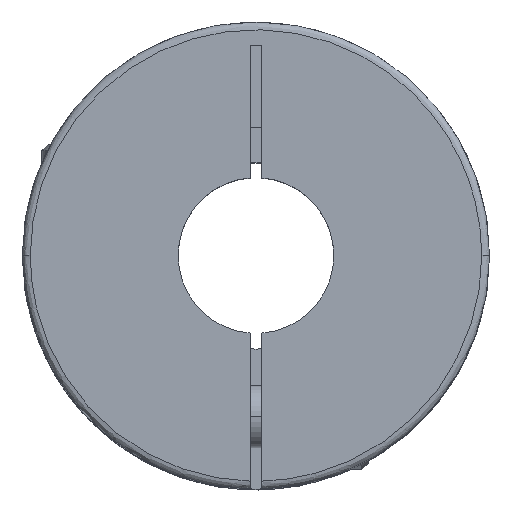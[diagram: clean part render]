
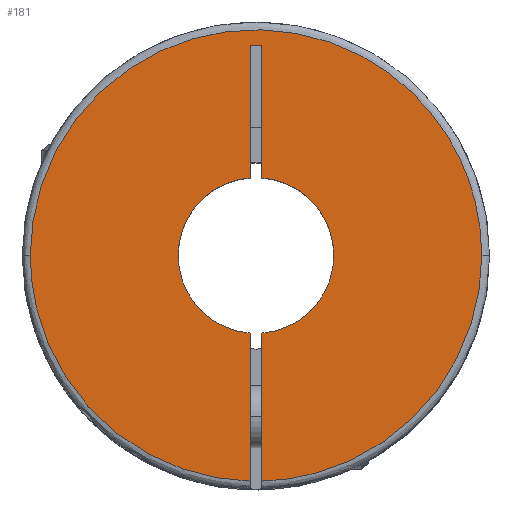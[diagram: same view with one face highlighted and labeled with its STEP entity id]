
A CAD part, top view. The second image highlights one B-rep face of the part: STEP entity #181.
In plain terms, the highlighted planar face has unit normal (0, 0, 1).
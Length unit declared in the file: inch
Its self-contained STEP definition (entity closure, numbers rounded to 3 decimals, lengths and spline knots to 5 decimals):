
#4 = ORIENTED_EDGE ( 'NONE', *, *, #1410, .F. ) ;
#7 = DIRECTION ( 'NONE',  ( 1., 0., 0. ) ) ;
#121 = EDGE_CURVE ( 'NONE', #2256, #771, #1930, .T. ) ;
#124 = CARTESIAN_POINT ( 'NONE',  ( -0.02953, 1.06299, 0. ) ) ;
#176 = CARTESIAN_POINT ( 'NONE',  ( -1.14173, -0.65518, 0. ) ) ;
#178 = ORIENTED_EDGE ( 'NONE', *, *, #2160, .F. ) ;
#181 = ADVANCED_FACE ( 'NONE', ( #1385 ), #705, .F. ) ;
#189 = DIRECTION ( 'NONE',  ( 1., 0., 0. ) ) ;
#255 = VERTEX_POINT ( 'NONE', #2095 ) ;
#292 = CARTESIAN_POINT ( 'NONE',  ( 0.02953, -0.39259, 0. ) ) ;
#305 = EDGE_CURVE ( 'NONE', #1955, #2690, #3966, .T. ) ;
#311 = LINE ( 'NONE', #4058, #3293 ) ;
#336 = DIRECTION ( 'NONE',  ( 0., 0., 1. ) ) ;
#386 = CARTESIAN_POINT ( 'NONE',  ( -0.02953, 0., 0. ) ) ;
#388 = EDGE_CURVE ( 'NONE', #2945, #588, #2345, .T. ) ;
#395 = CARTESIAN_POINT ( 'NONE',  ( -1.14173, 0., 0. ) ) ;
#446 = LINE ( 'NONE', #1090, #1658 ) ;
#509 = EDGE_CURVE ( 'NONE', #2690, #2005, #1525, .T. ) ;
#533 = CARTESIAN_POINT ( 'NONE',  ( -0.68448, -1.12441, 0. ) ) ;
#588 = VERTEX_POINT ( 'NONE', #395 ) ;
#705 = PLANE ( 'NONE',  #1600 ) ;
#740 = CARTESIAN_POINT ( 'NONE',  ( 1.14173, 0., 0. ) ) ;
#771 = VERTEX_POINT ( 'NONE', #3937 ) ;
#953 = CARTESIAN_POINT ( 'NONE',  ( 1.14173, 0., 0. ) ) ;
#1029 = DIRECTION ( 'NONE',  ( 0., -1., 0. ) ) ;
#1051 = ORIENTED_EDGE ( 'NONE', *, *, #1223, .T. ) ;
#1090 = CARTESIAN_POINT ( 'NONE',  ( 0.02953, 0., 0. ) ) ;
#1223 = EDGE_CURVE ( 'NONE', #1292, #255, #311, .T. ) ;
#1224 = LINE ( 'NONE', #1473, #3091 ) ;
#1262 = VERTEX_POINT ( 'NONE', #1903 ) ;
#1292 = VERTEX_POINT ( 'NONE', #124 ) ;
#1340 = EDGE_LOOP ( 'NONE', ( #2212, #2166, #2364, #1051, #4, #1752, #1732, #1673, #1724, #178, #2946 ) ) ;
#1349 = DIRECTION ( 'NONE',  ( 0., 0., -1. ) ) ;
#1382 = CIRCLE ( 'NONE', #2634, 0.3937 ) ;
#1385 = FACE_OUTER_BOUND ( 'NONE', #1340, .T. ) ;
#1410 = EDGE_CURVE ( 'NONE', #2005, #255, #446, .T. ) ;
#1437 = CARTESIAN_POINT ( 'NONE',  ( 0., 0., 0. ) ) ;
#1473 = CARTESIAN_POINT ( 'NONE',  ( -0.02953, 1.06299, 0. ) ) ;
#1525 = CIRCLE ( 'NONE', #3488, 0.3937 ) ;
#1567 = CARTESIAN_POINT ( 'NONE',  ( 0., 0., 0. ) ) ;
#1600 = AXIS2_PLACEMENT_3D ( 'NONE', #2910, #1349, #1619 ) ;
#1607 = EDGE_CURVE ( 'NONE', #2945, #1262, #1224, .T. ) ;
#1619 = DIRECTION ( 'NONE',  ( -1., 0., 0. ) ) ;
#1658 = VECTOR ( 'NONE', #2961, 39.37008 ) ;
#1673 = ORIENTED_EDGE ( 'NONE', *, *, #3637, .T. ) ;
#1724 = ORIENTED_EDGE ( 'NONE', *, *, #121, .F. ) ;
#1732 = ORIENTED_EDGE ( 'NONE', *, *, #305, .F. ) ;
#1752 = ORIENTED_EDGE ( 'NONE', *, *, #509, .F. ) ;
#1780 = DIRECTION ( 'NONE',  ( 0., 0., 1. ) ) ;
#1798 = LINE ( 'NONE', #3915, #3017 ) ;
#1803 = CARTESIAN_POINT ( 'NONE',  ( -1.14173, 0., 0. ) ) ;
#1839 = CARTESIAN_POINT ( 'NONE',  ( 0.02953, 0.39259, 0. ) ) ;
#1903 = CARTESIAN_POINT ( 'NONE',  ( -0.02953, -0.39259, 0. ) ) ;
#1930 =( BOUNDED_CURVE ( )  B_SPLINE_CURVE ( 3, ( #2873, #2257, #1969, #3564 ),
 .UNSPECIFIED., .F., .T. ) 
 B_SPLINE_CURVE_WITH_KNOTS ( ( 4, 4 ),
 ( 0.75208, 1. ),
 .UNSPECIFIED. ) 
 CURVE ( )  GEOMETRIC_REPRESENTATION_ITEM ( )  RATIONAL_B_SPLINE_CURVE ( ( 1., 0.811, 0.811, 1. ) ) 
 REPRESENTATION_ITEM ( '' )  );
#1955 = VERTEX_POINT ( 'NONE', #292 ) ;
#1969 = CARTESIAN_POINT ( 'NONE',  ( 0.68448, -1.12441, 0. ) ) ;
#2005 = VERTEX_POINT ( 'NONE', #1839 ) ;
#2006 = VECTOR ( 'NONE', #1029, 39.37008 ) ;
#2054 = CARTESIAN_POINT ( 'NONE',  ( -0.02953, -1.14135, 0. ) ) ;
#2067 = EDGE_CURVE ( 'NONE', #1292, #2308, #2152, .T. ) ;
#2095 = CARTESIAN_POINT ( 'NONE',  ( 0.02953, 1.06299, 0. ) ) ;
#2152 = LINE ( 'NONE', #386, #2006 ) ;
#2160 = EDGE_CURVE ( 'NONE', #588, #2256, #2177, .T. ) ;
#2166 = ORIENTED_EDGE ( 'NONE', *, *, #3310, .F. ) ;
#2177 =( BOUNDED_CURVE ( )  B_SPLINE_CURVE ( 3, ( #2519, #3763, #3803, #953 ),
 .UNSPECIFIED., .F., .F. ) 
 B_SPLINE_CURVE_WITH_KNOTS ( ( 4, 4 ),
 ( 0.24792, 0.75208 ),
 .UNSPECIFIED. ) 
 CURVE ( )  GEOMETRIC_REPRESENTATION_ITEM ( )  RATIONAL_B_SPLINE_CURVE ( ( 1., 0.333, 0.333, 1. ) ) 
 REPRESENTATION_ITEM ( '' )  );
#2212 = ORIENTED_EDGE ( 'NONE', *, *, #1607, .T. ) ;
#2256 = VERTEX_POINT ( 'NONE', #740 ) ;
#2257 = CARTESIAN_POINT ( 'NONE',  ( 1.14173, -0.65518, 0. ) ) ;
#2308 = VERTEX_POINT ( 'NONE', #3253 ) ;
#2345 =( BOUNDED_CURVE ( )  B_SPLINE_CURVE ( 3, ( #2054, #533, #176, #1803 ),
 .UNSPECIFIED., .F., .F. ) 
 B_SPLINE_CURVE_WITH_KNOTS ( ( 4, 4 ),
 ( 0., 0.24792 ),
 .UNSPECIFIED. ) 
 CURVE ( )  GEOMETRIC_REPRESENTATION_ITEM ( )  RATIONAL_B_SPLINE_CURVE ( ( 1., 0.811, 0.811, 1. ) ) 
 REPRESENTATION_ITEM ( '' )  );
#2364 = ORIENTED_EDGE ( 'NONE', *, *, #2067, .F. ) ;
#2463 = CARTESIAN_POINT ( 'NONE',  ( 0., 0., 0. ) ) ;
#2519 = CARTESIAN_POINT ( 'NONE',  ( -1.14173, 0., 0. ) ) ;
#2520 = DIRECTION ( 'NONE',  ( 0., 0., 1. ) ) ;
#2634 = AXIS2_PLACEMENT_3D ( 'NONE', #2463, #336, #3113 ) ;
#2690 = VERTEX_POINT ( 'NONE', #3074 ) ;
#2731 = DIRECTION ( 'NONE',  ( 0., 1., 0. ) ) ;
#2873 = CARTESIAN_POINT ( 'NONE',  ( 1.14173, 0., 0. ) ) ;
#2910 = CARTESIAN_POINT ( 'NONE',  ( 0., 0., 0. ) ) ;
#2918 = CARTESIAN_POINT ( 'NONE',  ( -0.02953, -1.14135, 0. ) ) ;
#2945 = VERTEX_POINT ( 'NONE', #2918 ) ;
#2946 = ORIENTED_EDGE ( 'NONE', *, *, #388, .F. ) ;
#2961 = DIRECTION ( 'NONE',  ( 0., 1., 0. ) ) ;
#3017 = VECTOR ( 'NONE', #3697, 39.37008 ) ;
#3074 = CARTESIAN_POINT ( 'NONE',  ( 0.3937, 0., 0. ) ) ;
#3091 = VECTOR ( 'NONE', #2731, 39.37008 ) ;
#3113 = DIRECTION ( 'NONE',  ( 1., 0., 0. ) ) ;
#3240 = AXIS2_PLACEMENT_3D ( 'NONE', #1437, #1780, #3352 ) ;
#3253 = CARTESIAN_POINT ( 'NONE',  ( -0.02953, 0.39259, 0. ) ) ;
#3293 = VECTOR ( 'NONE', #7, 39.37008 ) ;
#3310 = EDGE_CURVE ( 'NONE', #2308, #1262, #1382, .T. ) ;
#3352 = DIRECTION ( 'NONE',  ( 1., 0., 0. ) ) ;
#3488 = AXIS2_PLACEMENT_3D ( 'NONE', #1567, #2520, #189 ) ;
#3564 = CARTESIAN_POINT ( 'NONE',  ( 0.02953, -1.14135, 0. ) ) ;
#3637 = EDGE_CURVE ( 'NONE', #1955, #771, #1798, .T. ) ;
#3697 = DIRECTION ( 'NONE',  ( 0., -1., 0. ) ) ;
#3763 = CARTESIAN_POINT ( 'NONE',  ( -1.14173, 2.28346, 0. ) ) ;
#3803 = CARTESIAN_POINT ( 'NONE',  ( 1.14173, 2.28346, 0. ) ) ;
#3915 = CARTESIAN_POINT ( 'NONE',  ( 0.02953, -1.1811, 0. ) ) ;
#3937 = CARTESIAN_POINT ( 'NONE',  ( 0.02953, -1.14135, 0. ) ) ;
#3966 = CIRCLE ( 'NONE', #3240, 0.3937 ) ;
#4058 = CARTESIAN_POINT ( 'NONE',  ( 0.02953, 1.06299, 0. ) ) ;
